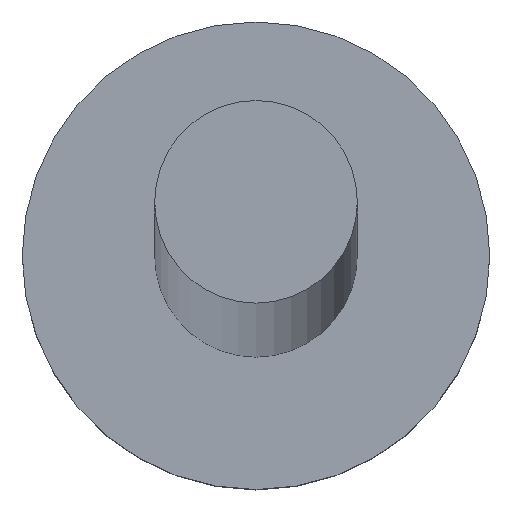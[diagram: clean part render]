
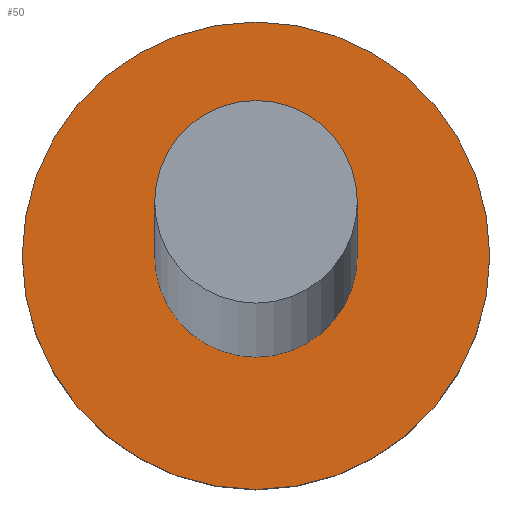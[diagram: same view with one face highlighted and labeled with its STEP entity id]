
A CAD part, top view. The second image highlights one B-rep face of the part: STEP entity #50.
In plain terms, the highlighted planar face has unit normal (0, 0, 1).
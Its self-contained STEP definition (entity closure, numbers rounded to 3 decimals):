
#5 = VERTEX_POINT ( 'NONE', #142 ) ;
#14 = CARTESIAN_POINT ( 'NONE',  ( -1.5, 0., 1.5 ) ) ;
#19 = CIRCLE ( 'NONE', #232, 0.65 ) ;
#21 = DIRECTION ( 'NONE',  ( 1., 0., 0. ) ) ;
#26 = CARTESIAN_POINT ( 'NONE',  ( -0.65, 0., 1.5 ) ) ;
#29 = EDGE_LOOP ( 'NONE', ( #108, #157 ) ) ;
#34 = DIRECTION ( 'NONE',  ( 0., 0., 1. ) ) ;
#41 = CARTESIAN_POINT ( 'NONE',  ( 1.5, 0., 1.5 ) ) ;
#44 = CIRCLE ( 'NONE', #143, 1.5 ) ;
#50 = ADVANCED_FACE ( 'NONE', ( #101, #237 ), #172, .T. ) ;
#51 = VERTEX_POINT ( 'NONE', #41 ) ;
#71 = ORIENTED_EDGE ( 'NONE', *, *, #187, .T. ) ;
#83 = DIRECTION ( 'NONE',  ( 0., 0., 1. ) ) ;
#91 = VERTEX_POINT ( 'NONE', #14 ) ;
#94 = DIRECTION ( 'NONE',  ( 0., 0., 1. ) ) ;
#97 = CARTESIAN_POINT ( 'NONE',  ( 0., 0., 1.5 ) ) ;
#98 = AXIS2_PLACEMENT_3D ( 'NONE', #112, #94, #184 ) ;
#101 = FACE_BOUND ( 'NONE', #29, .T. ) ;
#104 = CARTESIAN_POINT ( 'NONE',  ( 0., 0., 1.5 ) ) ;
#108 = ORIENTED_EDGE ( 'NONE', *, *, #243, .F. ) ;
#109 = EDGE_LOOP ( 'NONE', ( #71, #205 ) ) ;
#111 = CIRCLE ( 'NONE', #132, 1.5 ) ;
#112 = CARTESIAN_POINT ( 'NONE',  ( 0., 0., 1.5 ) ) ;
#118 = EDGE_CURVE ( 'NONE', #51, #91, #44, .T. ) ;
#132 = AXIS2_PLACEMENT_3D ( 'NONE', #135, #210, #154 ) ;
#135 = CARTESIAN_POINT ( 'NONE',  ( 0., 0., 1.5 ) ) ;
#142 = CARTESIAN_POINT ( 'NONE',  ( 0.65, 0., 1.5 ) ) ;
#143 = AXIS2_PLACEMENT_3D ( 'NONE', #97, #34, #21 ) ;
#144 = DIRECTION ( 'NONE',  ( 0., 0., 1. ) ) ;
#154 = DIRECTION ( 'NONE',  ( 1., 0., 0. ) ) ;
#157 = ORIENTED_EDGE ( 'NONE', *, *, #218, .F. ) ;
#166 = CIRCLE ( 'NONE', #198, 0.65 ) ;
#172 = PLANE ( 'NONE',  #98 ) ;
#176 = DIRECTION ( 'NONE',  ( 1., 0., 0. ) ) ;
#184 = DIRECTION ( 'NONE',  ( 1., 0., 0. ) ) ;
#187 = EDGE_CURVE ( 'NONE', #91, #51, #111, .T. ) ;
#198 = AXIS2_PLACEMENT_3D ( 'NONE', #104, #144, #244 ) ;
#205 = ORIENTED_EDGE ( 'NONE', *, *, #118, .T. ) ;
#210 = DIRECTION ( 'NONE',  ( 0., 0., 1. ) ) ;
#218 = EDGE_CURVE ( 'NONE', #5, #225, #166, .T. ) ;
#225 = VERTEX_POINT ( 'NONE', #26 ) ;
#232 = AXIS2_PLACEMENT_3D ( 'NONE', #241, #83, #176 ) ;
#237 = FACE_OUTER_BOUND ( 'NONE', #109, .T. ) ;
#241 = CARTESIAN_POINT ( 'NONE',  ( 0., 0., 1.5 ) ) ;
#243 = EDGE_CURVE ( 'NONE', #225, #5, #19, .T. ) ;
#244 = DIRECTION ( 'NONE',  ( 1., 0., 0. ) ) ;
